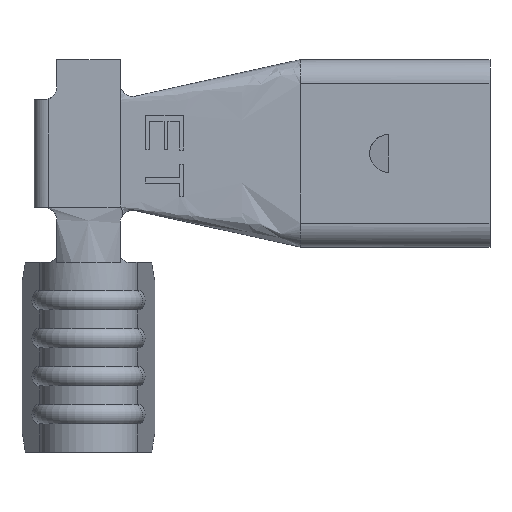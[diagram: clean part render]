
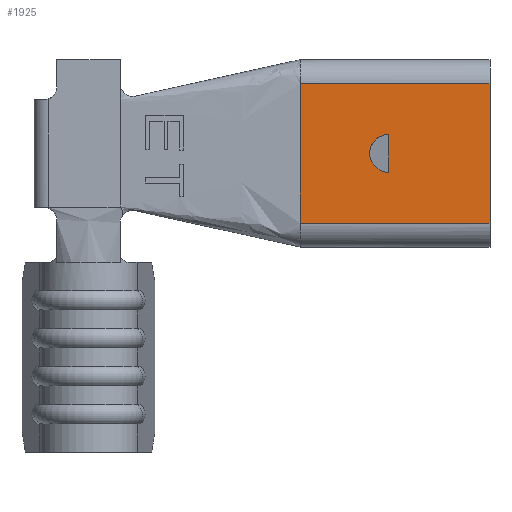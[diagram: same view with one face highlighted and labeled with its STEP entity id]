
A CAD part, front view. The second image highlights one B-rep face of the part: STEP entity #1925.
In plain terms, the highlighted planar face has unit normal (0, -1, 0).
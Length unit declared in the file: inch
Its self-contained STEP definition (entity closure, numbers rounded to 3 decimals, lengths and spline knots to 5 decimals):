
#14 = CARTESIAN_POINT ( 'NONE',  ( -0.095, -0.01, 0. ) ) ;
#54 = CARTESIAN_POINT ( 'NONE',  ( -0.08, -0.01, 0. ) ) ;
#153 = CARTESIAN_POINT ( 'NONE',  ( -0.15, -0.01, -0.055 ) ) ;
#258 = DIRECTION ( 'NONE',  ( 0., 0., -1. ) ) ;
#299 = DIRECTION ( 'NONE',  ( 0., -1., 0. ) ) ;
#391 = ORIENTED_EDGE ( 'NONE', *, *, #4678, .T. ) ;
#394 = PLANE ( 'NONE',  #2099 ) ;
#525 = DIRECTION ( 'NONE',  ( 0., 0., -1. ) ) ;
#565 = CIRCLE ( 'NONE', #5617, 0.015 ) ;
#838 = AXIS2_PLACEMENT_3D ( 'NONE', #1993, #5129, #2445 ) ;
#930 = EDGE_CURVE ( 'NONE', #4899, #3655, #2984, .T. ) ;
#1005 = CIRCLE ( 'NONE', #838, 0.015 ) ;
#1020 = VECTOR ( 'NONE', #3726, 39.37008 ) ;
#1065 = CARTESIAN_POINT ( 'NONE',  ( -0.15, -0.01, 0.055 ) ) ;
#1189 = ORIENTED_EDGE ( 'NONE', *, *, #3441, .T. ) ;
#1473 = CARTESIAN_POINT ( 'NONE',  ( -0.08, -0.01, -0.015 ) ) ;
#1642 = VERTEX_POINT ( 'NONE', #1065 ) ;
#1721 = FACE_OUTER_BOUND ( 'NONE', #3507, .T. ) ;
#1833 = ORIENTED_EDGE ( 'NONE', *, *, #3839, .T. ) ;
#1925 = ADVANCED_FACE ( 'NONE', ( #2769, #1721 ), #394, .T. ) ;
#1993 = CARTESIAN_POINT ( 'NONE',  ( -0.08, -0.01, 0. ) ) ;
#2039 = EDGE_CURVE ( 'NONE', #3803, #3655, #2350, .T. ) ;
#2042 = CARTESIAN_POINT ( 'NONE',  ( 0., -0.01, -0.055 ) ) ;
#2072 = VECTOR ( 'NONE', #5046, 39.37008 ) ;
#2099 = AXIS2_PLACEMENT_3D ( 'NONE', #153, #299, #258 ) ;
#2103 = LINE ( 'NONE', #3372, #4216 ) ;
#2118 = ORIENTED_EDGE ( 'NONE', *, *, #2039, .F. ) ;
#2267 = CARTESIAN_POINT ( 'NONE',  ( -0.08, -0.01, 0.015 ) ) ;
#2350 = LINE ( 'NONE', #5510, #2072 ) ;
#2353 = EDGE_CURVE ( 'NONE', #3017, #5763, #3421, .T. ) ;
#2407 = DIRECTION ( 'NONE',  ( 1., 0., 0. ) ) ;
#2445 = DIRECTION ( 'NONE',  ( 0., 0., -1. ) ) ;
#2476 = CARTESIAN_POINT ( 'NONE',  ( -0.15, -0.01, -0.055 ) ) ;
#2734 = ORIENTED_EDGE ( 'NONE', *, *, #2353, .F. ) ;
#2769 = FACE_BOUND ( 'NONE', #5205, .T. ) ;
#2905 = DIRECTION ( 'NONE',  ( 1., 0., 0. ) ) ;
#2984 = LINE ( 'NONE', #2476, #5235 ) ;
#3017 = VERTEX_POINT ( 'NONE', #4532 ) ;
#3250 = DIRECTION ( 'NONE',  ( 0., 1., 0. ) ) ;
#3372 = CARTESIAN_POINT ( 'NONE',  ( -0.15, -0.01, -0.055 ) ) ;
#3421 = LINE ( 'NONE', #1473, #1020 ) ;
#3441 = EDGE_CURVE ( 'NONE', #3017, #4279, #565, .T. ) ;
#3507 = EDGE_LOOP ( 'NONE', ( #2118, #4591, #391, #4160 ) ) ;
#3655 = VERTEX_POINT ( 'NONE', #2042 ) ;
#3726 = DIRECTION ( 'NONE',  ( 0., 0., 1. ) ) ;
#3803 = VERTEX_POINT ( 'NONE', #4630 ) ;
#3825 = DIRECTION ( 'NONE',  ( 0., 0., -1. ) ) ;
#3839 = EDGE_CURVE ( 'NONE', #4279, #5763, #1005, .T. ) ;
#4160 = ORIENTED_EDGE ( 'NONE', *, *, #930, .T. ) ;
#4216 = VECTOR ( 'NONE', #3825, 39.37008 ) ;
#4279 = VERTEX_POINT ( 'NONE', #14 ) ;
#4480 = CARTESIAN_POINT ( 'NONE',  ( -0.15, -0.01, -0.055 ) ) ;
#4495 = VECTOR ( 'NONE', #2905, 39.37008 ) ;
#4532 = CARTESIAN_POINT ( 'NONE',  ( -0.08, -0.01, -0.015 ) ) ;
#4591 = ORIENTED_EDGE ( 'NONE', *, *, #4642, .F. ) ;
#4630 = CARTESIAN_POINT ( 'NONE',  ( 0., -0.01, 0.055 ) ) ;
#4635 = LINE ( 'NONE', #5612, #4495 ) ;
#4642 = EDGE_CURVE ( 'NONE', #1642, #3803, #4635, .T. ) ;
#4678 = EDGE_CURVE ( 'NONE', #1642, #4899, #2103, .T. ) ;
#4899 = VERTEX_POINT ( 'NONE', #4480 ) ;
#5046 = DIRECTION ( 'NONE',  ( 0., 0., -1. ) ) ;
#5129 = DIRECTION ( 'NONE',  ( 0., 1., 0. ) ) ;
#5205 = EDGE_LOOP ( 'NONE', ( #2734, #1189, #1833 ) ) ;
#5235 = VECTOR ( 'NONE', #2407, 39.37008 ) ;
#5510 = CARTESIAN_POINT ( 'NONE',  ( 0., -0.01, -0.055 ) ) ;
#5612 = CARTESIAN_POINT ( 'NONE',  ( -0.15, -0.01, 0.055 ) ) ;
#5617 = AXIS2_PLACEMENT_3D ( 'NONE', #54, #3250, #525 ) ;
#5763 = VERTEX_POINT ( 'NONE', #2267 ) ;
